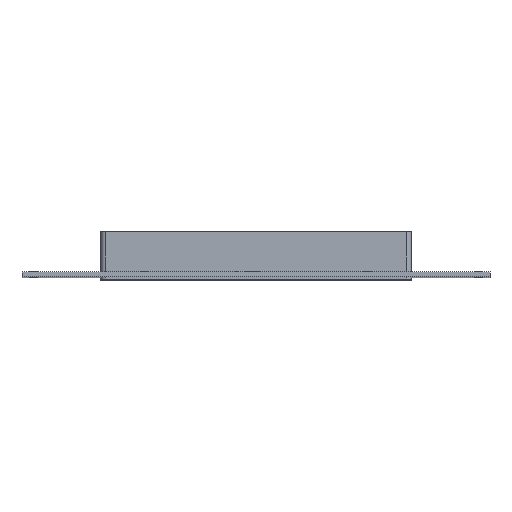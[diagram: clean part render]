
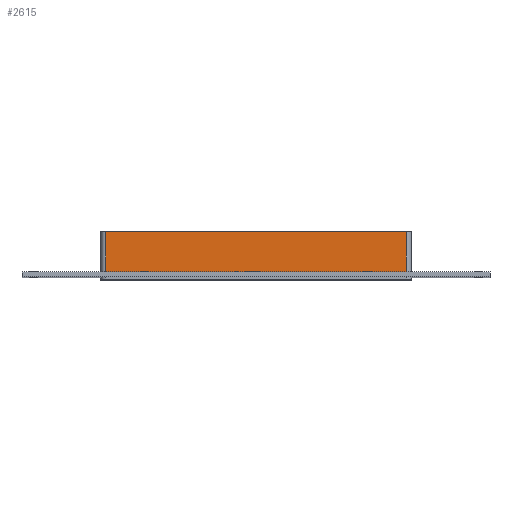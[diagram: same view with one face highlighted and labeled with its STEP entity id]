
A CAD part, top view. The second image highlights one B-rep face of the part: STEP entity #2615.
In plain terms, the highlighted planar face has unit normal (0, 0, 1).
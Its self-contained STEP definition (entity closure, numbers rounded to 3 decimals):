
#1101=CARTESIAN_POINT('',(-190.75,57.0,345.));
#1102=VERTEX_POINT('',#1101);
#1110=CARTESIAN_POINT('',(190.75,57.0,345.));
#1111=VERTEX_POINT('',#1110);
#1112=CARTESIAN_POINT('',(-190.75,57.0,345.));
#1113=DIRECTION('',(1.0,0.0,0.0));
#1114=VECTOR('',#1113,381.5);
#1115=LINE('',#1112,#1114);
#1116=EDGE_CURVE('',#1102,#1111,#1115,.T.);
#2065=CARTESIAN_POINT('',(190.75,6.,345.));
#2066=VERTEX_POINT('',#2065);
#2074=CARTESIAN_POINT('',(-190.75,6.,345.));
#2075=VERTEX_POINT('',#2074);
#2076=CARTESIAN_POINT('',(-190.75,6.,345.));
#2077=DIRECTION('',(1.0,0.0,0.0));
#2078=VECTOR('',#2077,381.5);
#2079=LINE('',#2076,#2078);
#2080=EDGE_CURVE('',#2075,#2066,#2079,.T.);
#2379=CARTESIAN_POINT('',(190.75,57.0,345.));
#2380=DIRECTION('',(0.0,-1.0,0.0));
#2381=VECTOR('',#2380,51.0);
#2382=LINE('',#2379,#2381);
#2383=EDGE_CURVE('',#1111,#2066,#2382,.T.);
#2593=CARTESIAN_POINT('',(-190.75,6.,345.));
#2594=DIRECTION('',(0.0,1.0,0.0));
#2595=VECTOR('',#2594,51.0);
#2596=LINE('',#2593,#2595);
#2597=EDGE_CURVE('',#2075,#1102,#2596,.T.);
#2604=CARTESIAN_POINT('',(-196.75,0.0,345.));
#2605=DIRECTION('',(0.0,0.0,1.0));
#2606=DIRECTION('',(1.0,0.0,0.0));
#2607=AXIS2_PLACEMENT_3D('',#2604,#2605,#2606);
#2608=PLANE('',#2607);
#2609=ORIENTED_EDGE('',*,*,#2080,.T.);
#2610=ORIENTED_EDGE('',*,*,#2383,.F.);
#2611=ORIENTED_EDGE('',*,*,#1116,.F.);
#2612=ORIENTED_EDGE('',*,*,#2597,.F.);
#2613=EDGE_LOOP('',(#2609,#2610,#2611,#2612));
#2614=FACE_OUTER_BOUND('',#2613,.T.);
#2615=ADVANCED_FACE('',(#2614),#2608,.T.);
